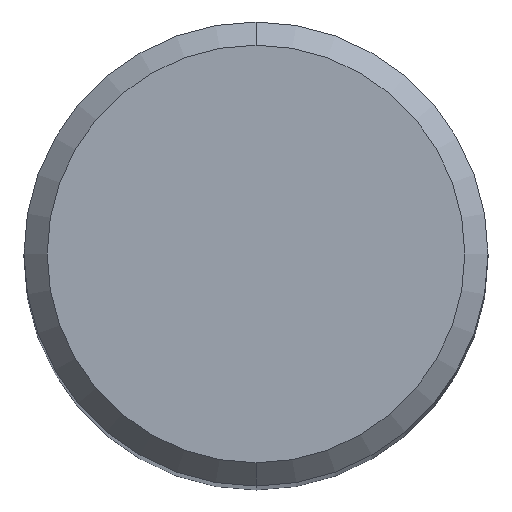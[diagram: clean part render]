
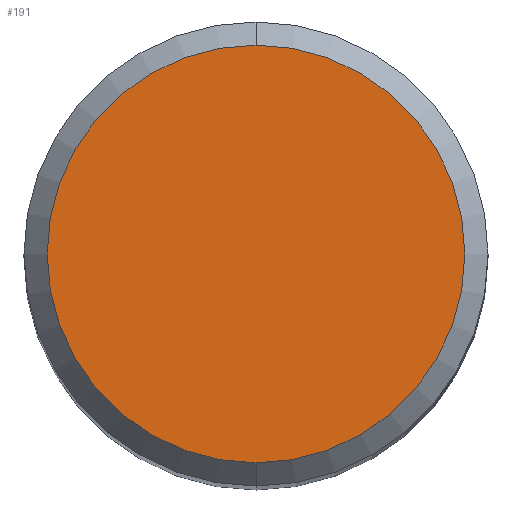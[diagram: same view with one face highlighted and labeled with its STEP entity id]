
A CAD part, top view. The second image highlights one B-rep face of the part: STEP entity #191.
In plain terms, the highlighted planar face has unit normal (0, 0, 1).
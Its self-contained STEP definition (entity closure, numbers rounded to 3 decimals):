
#191=ADVANCED_FACE('',(#493),#494,.T.);
#199=EDGE_CURVE('',#403,#247,#503,.T.);
#247=VERTEX_POINT('',#555);
#299=EDGE_CURVE('',#247,#403,#613,.T.);
#403=VERTEX_POINT('',#724);
#493=FACE_OUTER_BOUND('',#830,.T.);
#494=PLANE('',#831);
#503=CIRCLE('',#845,3.6);
#555=CARTESIAN_POINT('',(0.0,3.6,0.0));
#613=CIRCLE('',#1075,3.6);
#724=CARTESIAN_POINT('',(0.,-3.6,0.0));
#830=EDGE_LOOP('',(#1452,#1453));
#831=AXIS2_PLACEMENT_3D('',#1454,#1455,#1456);
#845=AXIS2_PLACEMENT_3D('',#1467,#1468,#1469);
#1075=AXIS2_PLACEMENT_3D('',#1593,#1594,#1595);
#1452=ORIENTED_EDGE('',*,*,#299,.F.);
#1453=ORIENTED_EDGE('',*,*,#199,.F.);
#1454=CARTESIAN_POINT('',(0.0,1.8,0.0));
#1455=DIRECTION('',(-0.0,0.0,1.0));
#1456=DIRECTION('',(0.0,-1.0,0.0));
#1467=CARTESIAN_POINT('',(0.0,0.0,0.0));
#1468=DIRECTION('',(0.0,0.0,-1.0));
#1469=DIRECTION('',(0.0,1.0,0.0));
#1593=CARTESIAN_POINT('',(0.0,0.0,0.0));
#1594=DIRECTION('',(0.0,0.0,-1.0));
#1595=DIRECTION('',(0.0,1.0,0.0));
